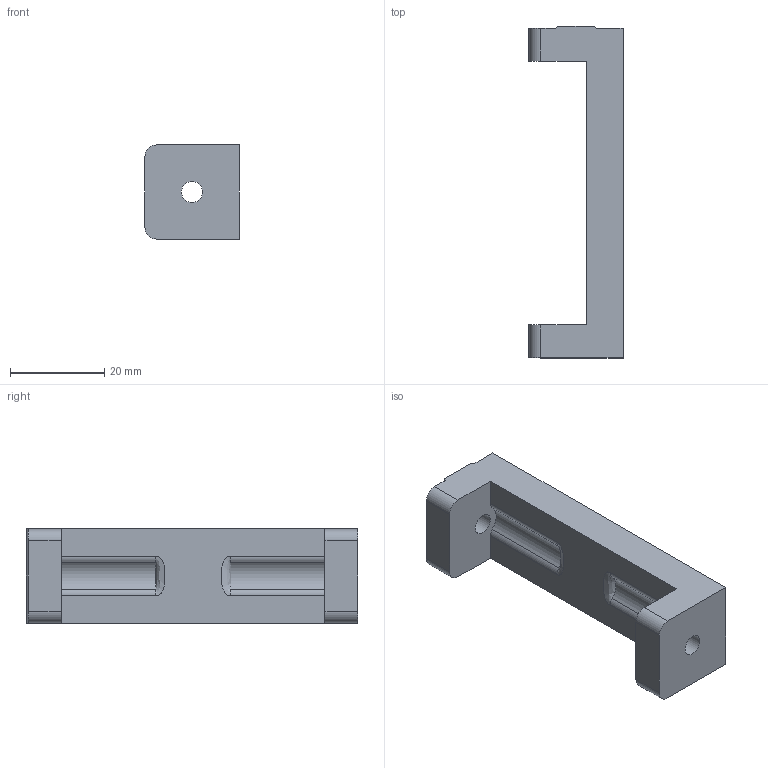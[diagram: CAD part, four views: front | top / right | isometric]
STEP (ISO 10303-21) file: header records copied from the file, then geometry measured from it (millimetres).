
FILE_DESCRIPTION(/* description */ (''),/* implementation_level */ '2;1');
FILE_NAME(/* name */ 'standoff z.step',/* time_stamp */ '2018-02-10T14:56:37-05:00',/* author */ ('oliver.lewis.art'),/* organization */ (''),/* preprocessor_version */ 'ST-DEVELOPER v16.13',/* originating_system */ 'Autodesk Translation Framework v6.5.0.72',/* authorisation */ '');
FILE_SCHEMA (('AUTOMOTIVE_DESIGN { 1 0 10303 214 3 1 1 }'));
Length unit declared in the file: millimetre
Products named in the file (1): standoff z
Bounding box: 20 x 70.5 x 20 mm (x, y, z)
Volume: 13751.9 mm3; surface area: 5698.1 mm2
Topology: 1 solids, 1 shells, 28 faces, 79 edges, 53 vertices
Faces by surface type: plane 14, cylinder 12, bspline 2
Full cylindrical faces by diameter (mm): 4.5 x2
Entity records: 1135 total; most frequent: CARTESIAN_POINT 349, ORIENTED_EDGE 158, DIRECTION 156, EDGE_CURVE 79, VERTEX_POINT 53, LINE 52, VECTOR 52, AXIS2_PLACEMENT_3D 52
